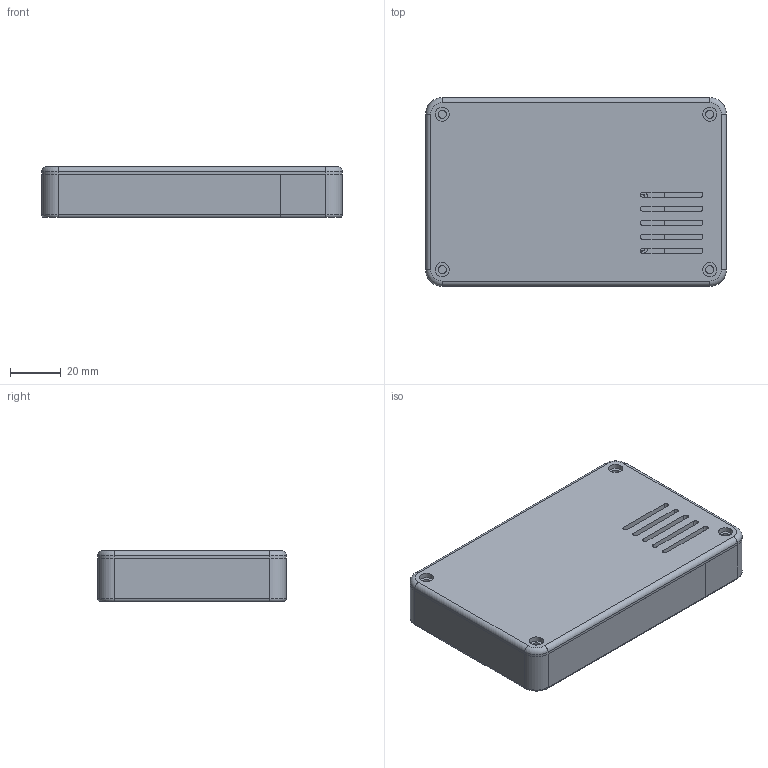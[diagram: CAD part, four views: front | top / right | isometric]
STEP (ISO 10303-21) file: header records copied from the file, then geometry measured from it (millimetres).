
FILE_DESCRIPTION(/* description */ (''),/* implementation_level */ '2;1');
FILE_NAME(/* name */ 'NFC Tagreader Nologo v2.step',/* time_stamp */ '2025-06-30T21:52:12+02:00',/* author */ (''),/* organization */ (''),/* preprocessor_version */ 'ST-DEVELOPER v20.1',/* originating_system */ 'Autodesk Translation Framework v14.10.0.0',/* authorisation */ '');
FILE_SCHEMA (('AUTOMOTIVE_DESIGN { 1 0 10303 214 3 1 1 }'));
Length unit declared in the file: millimetre
Products named in the file (4): NFC Tagreader Nologo; Case; transparent; Lid
Assembly tree (3 placements, depth 3):
  NFC Tagreader Nologo
    Case
      transparent
    Lid
Bounding box: 118 x 74 x 20 mm (x, y, z)
Volume: 58141.4 mm3; surface area: 51304.9 mm2
Topology: 36 solids, 36 shells, 1223 faces, 3191 edges, 2102 vertices
Faces by surface type: plane 634, bspline 444, cylinder 109, cone 16, torus 12, sphere 8
Full cylindrical faces by diameter (mm): 1.8 x2, 2 x4, 2.5 x2, 3.2 x4, 4 x3, 4.2 x4, 5 x4, 5.6 x4
Entity records: 41948 total; most frequent: CARTESIAN_POINT 14951, ORIENTED_EDGE 6382, DIRECTION 4125, EDGE_CURVE 3191, VERTEX_POINT 2102, LINE 2053, VECTOR 2053, EDGE_LOOP 1319
